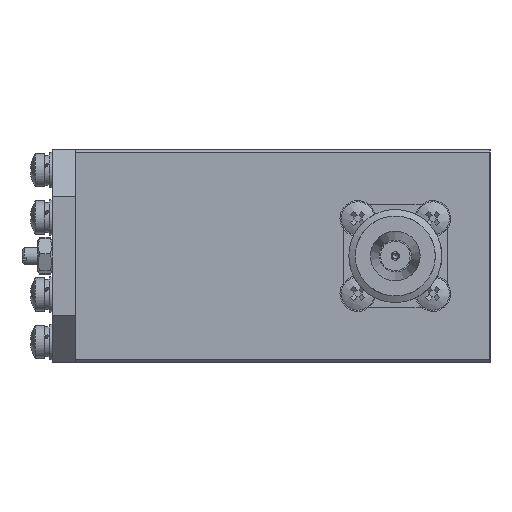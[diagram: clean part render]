
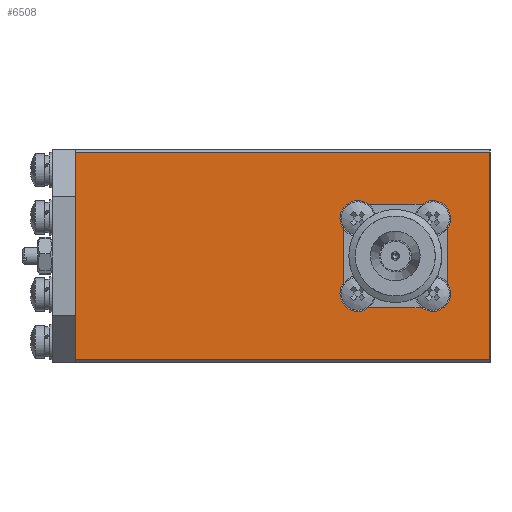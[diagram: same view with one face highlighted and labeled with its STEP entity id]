
A CAD part, left-side view. The second image highlights one B-rep face of the part: STEP entity #6508.
In plain terms, the highlighted planar face has unit normal (-1, 0, 0).
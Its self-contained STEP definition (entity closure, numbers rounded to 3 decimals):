
#6508=ADVANCED_FACE('',(#22381,#22383),#22385,.F.);
#22381=FACE_BOUND('',#22382,.T.);
#22382=EDGE_LOOP('',(#36776,#36777,#36778,#36779));
#22383=FACE_BOUND('',#22384,.T.);
#22384=EDGE_LOOP('',(#36780,#36781,#36782,#36783,#36784,#36785,#36786,#36787));
#22385=PLANE('',#22386);
#22386=AXIS2_PLACEMENT_3D('',#22387,#22388,#22389);
#22387=CARTESIAN_POINT('',(-70.5,70.,18.));
#22388=DIRECTION('',(1.,-0.,0.));
#22389=DIRECTION('',(0.,0.,-1.));
#36776=ORIENTED_EDGE('',*,*,#43929,.T.);
#36777=ORIENTED_EDGE('',*,*,#43912,.T.);
#36778=ORIENTED_EDGE('',*,*,#43930,.T.);
#36779=ORIENTED_EDGE('',*,*,#43914,.F.);
#36780=ORIENTED_EDGE('',*,*,#43931,.F.);
#36781=ORIENTED_EDGE('',*,*,#43932,.F.);
#36782=ORIENTED_EDGE('',*,*,#43933,.F.);
#36783=ORIENTED_EDGE('',*,*,#43934,.T.);
#36784=ORIENTED_EDGE('',*,*,#43935,.T.);
#36785=ORIENTED_EDGE('',*,*,#43936,.T.);
#36786=ORIENTED_EDGE('',*,*,#43937,.T.);
#36787=ORIENTED_EDGE('',*,*,#43938,.F.);
#43912=EDGE_CURVE('',#49600,#49598,#49601,.T.);
#43914=EDGE_CURVE('',#49603,#49604,#49605,.T.);
#43929=EDGE_CURVE('',#49603,#49600,#49632,.T.);
#43930=EDGE_CURVE('',#49598,#49604,#49633,.T.);
#43931=EDGE_CURVE('',#49634,#49635,#49636,.T.);
#43932=EDGE_CURVE('',#49637,#49634,#49638,.T.);
#43933=EDGE_CURVE('',#49639,#49637,#49640,.T.);
#43934=EDGE_CURVE('',#49639,#49641,#49642,.T.);
#43935=EDGE_CURVE('',#49641,#49643,#49644,.T.);
#43936=EDGE_CURVE('',#49643,#49645,#49646,.T.);
#43937=EDGE_CURVE('',#49645,#49647,#49648,.T.);
#43938=EDGE_CURVE('',#49635,#49647,#49649,.T.);
#49598=VERTEX_POINT('',#72116);
#49600=VERTEX_POINT('',#72120);
#49601=LINE('',#72121,#72122);
#49603=VERTEX_POINT('',#72127);
#49604=VERTEX_POINT('',#72128);
#49605=LINE('',#72129,#72130);
#49632=LINE('',#72190,#72191);
#49633=LINE('',#72193,#72194);
#49634=VERTEX_POINT('',#72196);
#49635=VERTEX_POINT('',#72197);
#49636=LINE('',#72198,#72199);
#49637=VERTEX_POINT('',#72201);
#49638=LINE('',#72202,#72203);
#49639=VERTEX_POINT('',#72205);
#49640=LINE('',#72206,#72207);
#49641=VERTEX_POINT('',#72209);
#49642=LINE('',#72210,#72211);
#49643=VERTEX_POINT('',#72213);
#49644=LINE('',#72214,#72215);
#49645=VERTEX_POINT('',#72217);
#49646=LINE('',#72218,#72219);
#49647=VERTEX_POINT('',#72221);
#49648=LINE('',#72222,#72223);
#49649=LINE('',#72225,#72226);
#72116=CARTESIAN_POINT('',(-70.5,0.,17.5));
#72120=CARTESIAN_POINT('',(-70.5,0.,-17.5));
#72121=CARTESIAN_POINT('',(-70.5,0.,-17.5));
#72122=VECTOR('',#72123,1.);
#72123=DIRECTION('',(0.,0.,1.));
#72127=CARTESIAN_POINT('',(-70.5,70.,-17.5));
#72128=CARTESIAN_POINT('',(-70.5,70.,17.5));
#72129=CARTESIAN_POINT('',(-70.5,70.,-17.5));
#72130=VECTOR('',#72131,1.);
#72131=DIRECTION('',(0.,0.,1.));
#72190=CARTESIAN_POINT('',(-70.5,70.,-17.5));
#72191=VECTOR('',#72192,1.);
#72192=DIRECTION('',(0.,-1.,0.));
#72193=CARTESIAN_POINT('',(-70.5,0.,17.5));
#72194=VECTOR('',#72195,1.);
#72195=DIRECTION('',(0.,1.,0.));
#72196=CARTESIAN_POINT('',(-70.5,7.25,-7.25));
#72197=CARTESIAN_POINT('',(-70.5,7.25,7.25));
#72198=CARTESIAN_POINT('',(-70.5,7.25,-7.25));
#72199=VECTOR('',#72200,1.);
#72200=DIRECTION('',(0.,0.,1.));
#72201=CARTESIAN_POINT('',(-70.5,8.75,-8.75));
#72202=CARTESIAN_POINT('',(-70.5,8.75,-8.75));
#72203=VECTOR('',#72204,1.);
#72204=DIRECTION('',(0.,-0.707,0.707));
#72205=CARTESIAN_POINT('',(-70.5,23.25,-8.75));
#72206=CARTESIAN_POINT('',(-70.5,23.25,-8.75));
#72207=VECTOR('',#72208,1.);
#72208=DIRECTION('',(0.,-1.,0.));
#72209=CARTESIAN_POINT('',(-70.5,24.75,-7.25));
#72210=CARTESIAN_POINT('',(-70.5,23.25,-8.75));
#72211=VECTOR('',#72212,1.);
#72212=DIRECTION('',(0.,0.707,0.707));
#72213=CARTESIAN_POINT('',(-70.5,24.75,7.25));
#72214=CARTESIAN_POINT('',(-70.5,24.75,-7.25));
#72215=VECTOR('',#72216,1.);
#72216=DIRECTION('',(0.,0.,1.));
#72217=CARTESIAN_POINT('',(-70.5,23.25,8.75));
#72218=CARTESIAN_POINT('',(-70.5,24.75,7.25));
#72219=VECTOR('',#72220,1.);
#72220=DIRECTION('',(0.,-0.707,0.707));
#72221=CARTESIAN_POINT('',(-70.5,8.75,8.75));
#72222=CARTESIAN_POINT('',(-70.5,23.25,8.75));
#72223=VECTOR('',#72224,1.);
#72224=DIRECTION('',(0.,-1.,0.));
#72225=CARTESIAN_POINT('',(-70.5,7.25,7.25));
#72226=VECTOR('',#72227,1.);
#72227=DIRECTION('',(0.,0.707,0.707));
